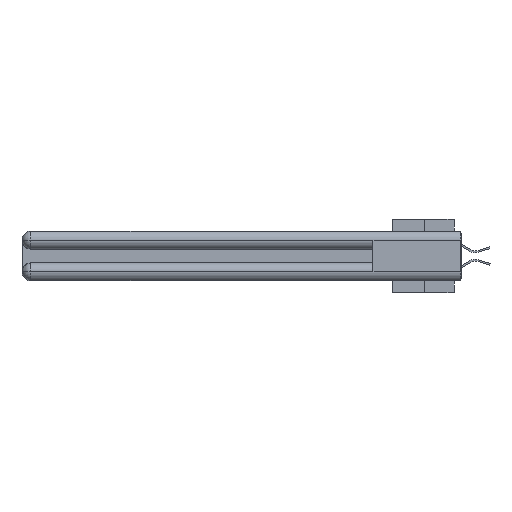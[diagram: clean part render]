
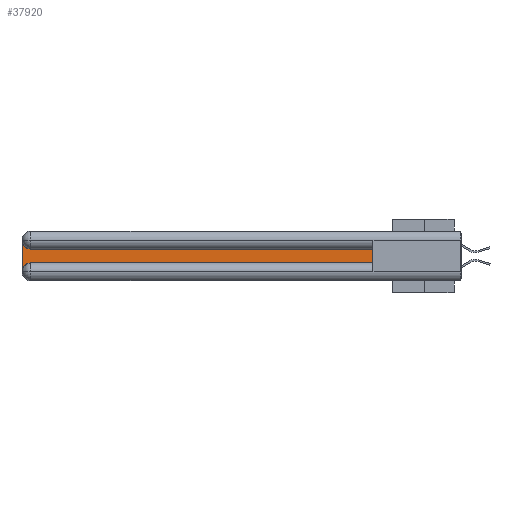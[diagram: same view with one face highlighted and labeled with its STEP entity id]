
A CAD part, left-side view. The second image highlights one B-rep face of the part: STEP entity #37920.
In plain terms, the highlighted planar face has unit normal (-1, 0, 0).
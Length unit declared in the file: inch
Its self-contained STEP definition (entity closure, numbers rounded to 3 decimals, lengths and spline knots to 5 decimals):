
#886 = DIRECTION ( 'NONE',  ( 0., 0., -1. ) ) ;
#1295 = VERTEX_POINT ( 'NONE', #30393 ) ;
#1744 = DIRECTION ( 'NONE',  ( 0., 1., 0. ) ) ;
#1811 = DIRECTION ( 'NONE',  ( 0., 0., -1. ) ) ;
#1934 = VERTEX_POINT ( 'NONE', #32344 ) ;
#2136 = CARTESIAN_POINT ( 'NONE',  ( 0.075, 3., -0.2775 ) ) ;
#2837 = FACE_OUTER_BOUND ( 'NONE', #22858, .T. ) ;
#4903 = CARTESIAN_POINT ( 'NONE',  ( 0.075, 0.6, -0.2175 ) ) ;
#5457 = PLANE ( 'NONE',  #31350 ) ;
#5706 = LINE ( 'NONE', #4903, #27255 ) ;
#7756 = DIRECTION ( 'NONE',  ( 1., 0., 0. ) ) ;
#7818 = CARTESIAN_POINT ( 'NONE',  ( 0.075, 0.6, -0.1225 ) ) ;
#7886 = VECTOR ( 'NONE', #1744, 39.37008 ) ;
#8326 = EDGE_CURVE ( 'NONE', #22818, #1295, #22857, .T. ) ;
#8344 = DIRECTION ( 'NONE',  ( 0., 0., 1. ) ) ;
#12105 = VERTEX_POINT ( 'NONE', #2136 ) ;
#13111 = ORIENTED_EDGE ( 'NONE', *, *, #8326, .T. ) ;
#13409 = ORIENTED_EDGE ( 'NONE', *, *, #34934, .T. ) ;
#13601 = LINE ( 'NONE', #32088, #17610 ) ;
#13840 = ORIENTED_EDGE ( 'NONE', *, *, #32223, .T. ) ;
#14029 = CARTESIAN_POINT ( 'NONE',  ( 0.075, 2.94, -0.2775 ) ) ;
#15908 = ORIENTED_EDGE ( 'NONE', *, *, #19351, .T. ) ;
#17610 = VECTOR ( 'NONE', #25982, 39.37008 ) ;
#18929 = EDGE_CURVE ( 'NONE', #1295, #24992, #23376, .T. ) ;
#19351 = EDGE_CURVE ( 'NONE', #21864, #1934, #13601, .T. ) ;
#20893 = DIRECTION ( 'NONE',  ( 0., 0., -1. ) ) ;
#21864 = VERTEX_POINT ( 'NONE', #29640 ) ;
#22465 = CARTESIAN_POINT ( 'NONE',  ( 0.075, 3., -0.0625 ) ) ;
#22818 = VERTEX_POINT ( 'NONE', #40017 ) ;
#22857 = LINE ( 'NONE', #7818, #7886 ) ;
#22858 = EDGE_LOOP ( 'NONE', ( #13111, #31679, #13840, #13409, #15908, #28708 ) ) ;
#23376 = CIRCLE ( 'NONE', #33139, 0.06 ) ;
#24992 = VERTEX_POINT ( 'NONE', #22465 ) ;
#25982 = DIRECTION ( 'NONE',  ( 0., -1., 0. ) ) ;
#27255 = VECTOR ( 'NONE', #8344, 39.37008 ) ;
#27568 = CARTESIAN_POINT ( 'NONE',  ( 0.075, 3., -0.1225 ) ) ;
#28553 = AXIS2_PLACEMENT_3D ( 'NONE', #14029, #32535, #886 ) ;
#28708 = ORIENTED_EDGE ( 'NONE', *, *, #35092, .T. ) ;
#29207 = LINE ( 'NONE', #29606, #31722 ) ;
#29606 = CARTESIAN_POINT ( 'NONE',  ( 0.075, 3., -0.2175 ) ) ;
#29640 = CARTESIAN_POINT ( 'NONE',  ( 0.075, 2.94, -0.2175 ) ) ;
#30393 = CARTESIAN_POINT ( 'NONE',  ( 0.075, 2.94, -0.1225 ) ) ;
#31350 = AXIS2_PLACEMENT_3D ( 'NONE', #27568, #39975, #20893 ) ;
#31679 = ORIENTED_EDGE ( 'NONE', *, *, #18929, .T. ) ;
#31722 = VECTOR ( 'NONE', #1811, 39.37008 ) ;
#32088 = CARTESIAN_POINT ( 'NONE',  ( 0.075, 0.6, -0.2175 ) ) ;
#32223 = EDGE_CURVE ( 'NONE', #24992, #12105, #29207, .T. ) ;
#32344 = CARTESIAN_POINT ( 'NONE',  ( 0.075, 0.6, -0.2175 ) ) ;
#32535 = DIRECTION ( 'NONE',  ( 1., 0., 0. ) ) ;
#33139 = AXIS2_PLACEMENT_3D ( 'NONE', #36178, #7756, #33154 ) ;
#33154 = DIRECTION ( 'NONE',  ( 0., 0., -1. ) ) ;
#34934 = EDGE_CURVE ( 'NONE', #12105, #21864, #38942, .T. ) ;
#35092 = EDGE_CURVE ( 'NONE', #1934, #22818, #5706, .T. ) ;
#36178 = CARTESIAN_POINT ( 'NONE',  ( 0.075, 2.94, -0.0625 ) ) ;
#37920 = ADVANCED_FACE ( 'NONE', ( #2837 ), #5457, .F. ) ;
#38942 = CIRCLE ( 'NONE', #28553, 0.06 ) ;
#39975 = DIRECTION ( 'NONE',  ( 1., 0., 0. ) ) ;
#40017 = CARTESIAN_POINT ( 'NONE',  ( 0.075, 0.6, -0.1225 ) ) ;
